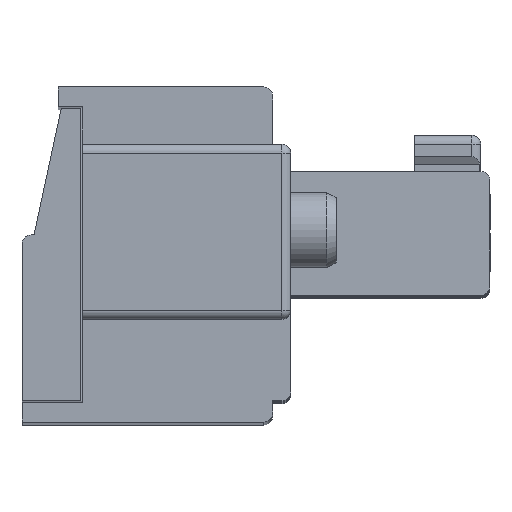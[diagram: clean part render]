
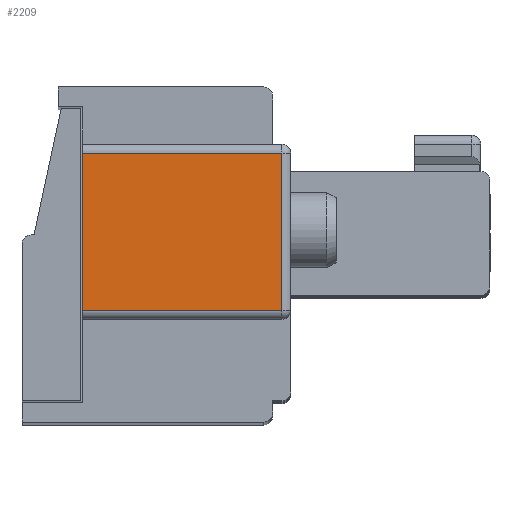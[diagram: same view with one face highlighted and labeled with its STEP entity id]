
A CAD part, top view. The second image highlights one B-rep face of the part: STEP entity #2209.
In plain terms, the highlighted planar face has unit normal (0, 0, 1).
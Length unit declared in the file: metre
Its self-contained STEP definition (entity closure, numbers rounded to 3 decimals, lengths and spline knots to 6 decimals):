
#2209=ADVANCED_FACE('',(#5091),#5092,.T.);
#5091=FACE_OUTER_BOUND('',#8631,.T.);
#5092=PLANE('',#8632);
#8631=EDGE_LOOP('',(#15412,#15413,#15414,#15415));
#8632=AXIS2_PLACEMENT_3D('',#15416,#15417,#15418);
#15412=ORIENTED_EDGE('',*,*,#22250,.T.);
#15413=ORIENTED_EDGE('',*,*,#22908,.T.);
#15414=ORIENTED_EDGE('',*,*,#22909,.T.);
#15415=ORIENTED_EDGE('',*,*,#22910,.T.);
#15416=CARTESIAN_POINT('',(0.007073,0.00941,0.054328));
#15417=DIRECTION('',(0.,0.,1.0));
#15418=DIRECTION('',(1.0,0.,0.0));
#22250=EDGE_CURVE('',#27352,#27350,#27353,.T.);
#22908=EDGE_CURVE('',#27350,#28270,#28271,.T.);
#22909=EDGE_CURVE('',#28270,#28272,#28273,.T.);
#22910=EDGE_CURVE('',#28272,#27352,#28274,.T.);
#27350=VERTEX_POINT('',#34715);
#27352=VERTEX_POINT('',#34717);
#27353=LINE('',#34718,#34719);
#28270=VERTEX_POINT('',#36033);
#28271=LINE('',#36034,#36035);
#28272=VERTEX_POINT('',#36036);
#28273=LINE('',#36037,#36038);
#28274=LINE('',#36039,#36040);
#34715=CARTESIAN_POINT('',(0.000473,0.00421,0.054328));
#34717=CARTESIAN_POINT('',(0.000473,0.00941,0.054328));
#34718=CARTESIAN_POINT('',(0.000473,0.00391,0.054328));
#34719=VECTOR('',#40364,1.0);
#36033=CARTESIAN_POINT('',(0.007073,0.00421,0.054328));
#36034=CARTESIAN_POINT('',(0.007073,0.00421,0.054328));
#36035=VECTOR('',#41047,1.0);
#36036=CARTESIAN_POINT('',(0.007073,0.00941,0.054328));
#36037=CARTESIAN_POINT('',(0.007073,0.00941,0.054328));
#36038=VECTOR('',#41048,1.0);
#36039=CARTESIAN_POINT('',(0.007073,0.00941,0.054328));
#36040=VECTOR('',#41049,1.0);
#40364=DIRECTION('',(0.,-1.0,0.));
#41047=DIRECTION('',(1.0,0.,0.));
#41048=DIRECTION('',(0.,1.0,0.));
#41049=DIRECTION('',(-1.0,0.,0.));
